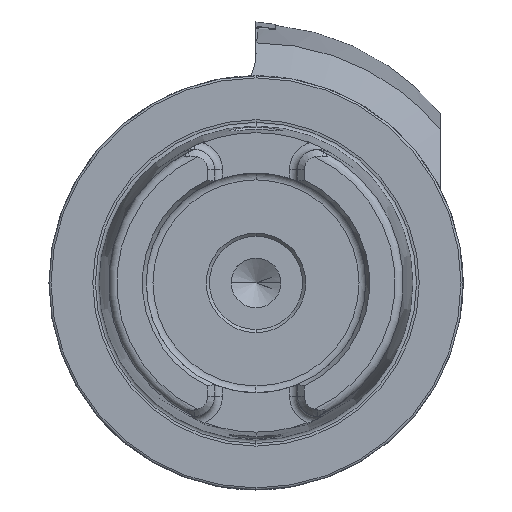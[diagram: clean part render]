
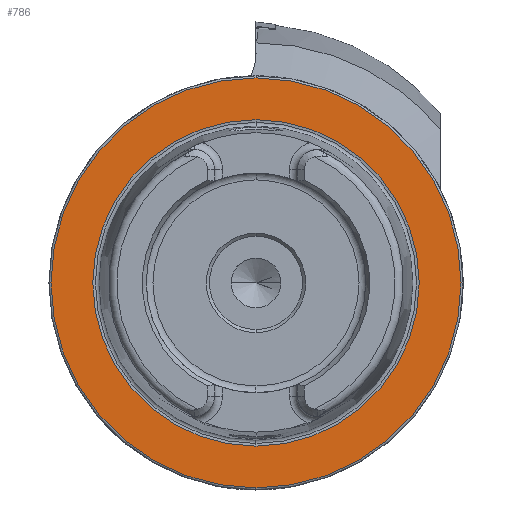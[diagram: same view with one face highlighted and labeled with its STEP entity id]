
A CAD part, left-side view. The second image highlights one B-rep face of the part: STEP entity #786.
In plain terms, the highlighted planar face has unit normal (-1, 0, 0).
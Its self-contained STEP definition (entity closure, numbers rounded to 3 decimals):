
#249 = FACE_BOUND ( 'NONE', #3545, .T. ) ;
#250 = FACE_OUTER_BOUND ( 'NONE', #3555, .T. ) ;
#467 = CIRCLE ( 'NONE', #8602, 39.405 ) ;
#468 = CIRCLE ( 'NONE', #8603, 49.5 ) ;
#786 = ADVANCED_FACE ( 'NONE', ( #249, #250 ), #9137, .F. ) ;
#1347 = EDGE_CURVE ( 'NONE', #8901, #8900, #467, .T. ) ;
#1348 = EDGE_CURVE ( 'NONE', #8896, #8897, #468, .T. ) ;
#2850 = AXIS2_PLACEMENT_3D ( 'NONE', #6479, #6480, #6481 ) ;
#2868 = AXIS2_PLACEMENT_3D ( 'NONE', #6731, #6732, #6733 ) ;
#3237 = ORIENTED_EDGE ( 'NONE', *, *, #1348, .T. ) ;
#3238 = ORIENTED_EDGE ( 'NONE', *, *, #5308, .T. ) ;
#3239 = ORIENTED_EDGE ( 'NONE', *, *, #5267, .F. ) ;
#3240 = ORIENTED_EDGE ( 'NONE', *, *, #1347, .F. ) ;
#3545 = EDGE_LOOP ( 'NONE', ( #3240, #3239 ) ) ;
#3555 = EDGE_LOOP ( 'NONE', ( #3238, #3237 ) ) ;
#4106 = CARTESIAN_POINT ( 'NONE',  ( 0., 0., -49.5 ) ) ;
#4107 = CARTESIAN_POINT ( 'NONE',  ( 0., 0., 49.5 ) ) ;
#4110 = CARTESIAN_POINT ( 'NONE',  ( 0., 0., -39.405 ) ) ;
#4111 = CARTESIAN_POINT ( 'NONE',  ( 0., 0., 39.405 ) ) ;
#4766 = CIRCLE ( 'NONE', #2850, 39.405 ) ;
#4811 = CIRCLE ( 'NONE', #2868, 49.5 ) ;
#5267 = EDGE_CURVE ( 'NONE', #8900, #8901, #4766, .T. ) ;
#5308 = EDGE_CURVE ( 'NONE', #8897, #8896, #4811, .T. ) ;
#6479 = CARTESIAN_POINT ( 'NONE',  ( 0., 0., 0. ) ) ;
#6480 = DIRECTION ( 'NONE',  ( -1., 0., 0. ) ) ;
#6481 = DIRECTION ( 'NONE',  ( 0., 0., 1. ) ) ;
#6731 = CARTESIAN_POINT ( 'NONE',  ( 0., 0., 0. ) ) ;
#6732 = DIRECTION ( 'NONE',  ( -1., 0., 0. ) ) ;
#6733 = DIRECTION ( 'NONE',  ( 0., 0., 1. ) ) ;
#8473 = AXIS2_PLACEMENT_3D ( 'NONE', #9138, #9140, #9141 ) ;
#8602 = AXIS2_PLACEMENT_3D ( 'NONE', #9753, #9754, #9755 ) ;
#8603 = AXIS2_PLACEMENT_3D ( 'NONE', #9756, #9757, #9758 ) ;
#8896 = VERTEX_POINT ( 'NONE', #4106 ) ;
#8897 = VERTEX_POINT ( 'NONE', #4107 ) ;
#8900 = VERTEX_POINT ( 'NONE', #4110 ) ;
#8901 = VERTEX_POINT ( 'NONE', #4111 ) ;
#9137 = PLANE ( 'NONE',  #8473 ) ;
#9138 = CARTESIAN_POINT ( 'NONE',  ( 0., 49.5, 0. ) ) ;
#9140 = DIRECTION ( 'NONE',  ( 1., 0., 0. ) ) ;
#9141 = DIRECTION ( 'NONE',  ( 0., 0., -1. ) ) ;
#9753 = CARTESIAN_POINT ( 'NONE',  ( 0., 0., 0. ) ) ;
#9754 = DIRECTION ( 'NONE',  ( -1., 0., 0. ) ) ;
#9755 = DIRECTION ( 'NONE',  ( 0., 0., 1. ) ) ;
#9756 = CARTESIAN_POINT ( 'NONE',  ( 0., 0., 0. ) ) ;
#9757 = DIRECTION ( 'NONE',  ( -1., 0., 0. ) ) ;
#9758 = DIRECTION ( 'NONE',  ( 0., 0., 1. ) ) ;
